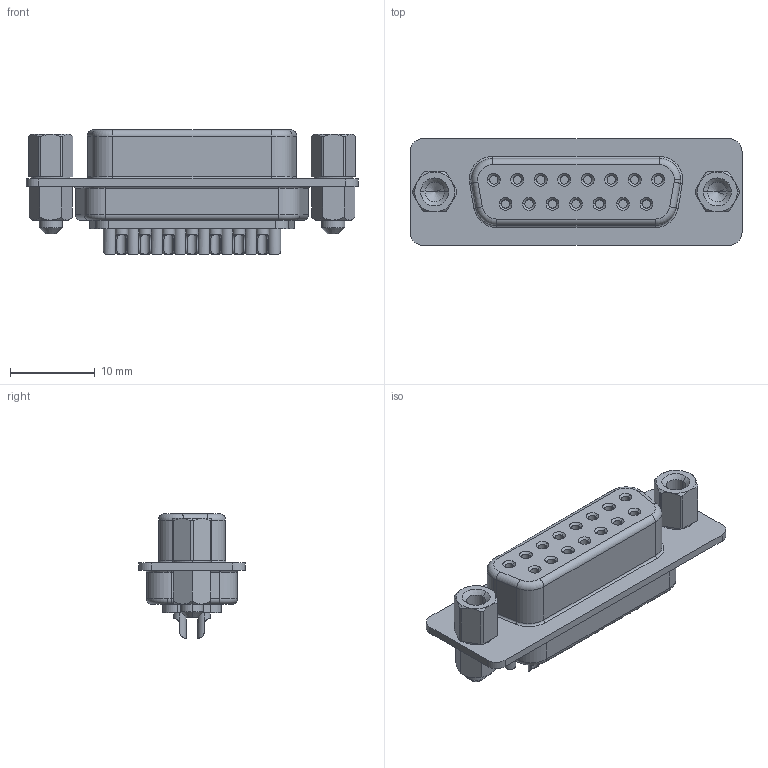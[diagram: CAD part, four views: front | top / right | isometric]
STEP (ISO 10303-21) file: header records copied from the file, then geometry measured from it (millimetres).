
FILE_DESCRIPTION (( 'STEP AP214' ), '1' );
FILE_NAME ('K85X-AA-15S-KJ_rA1.STEP', '2013-03-22T18:59:28', ( 'Daniel' ), ( 'Microsoft' ), 'SwSTEP 2.0', 'SolidWorks 2012', '' );
FILE_SCHEMA (( 'AUTOMOTIVE_DESIGN' ));
Length unit declared in the file: millimetre
Products named in the file (1): K85X-AA-15S-KJ_rA1
Bounding box: 39.14 x 12.55 x 14.7 mm (x, y, z)
Volume: 3045 mm3; surface area: 2594.9 mm2
Topology: 1 solids, 3 shells, 388 faces, 930 edges, 585 vertices
Faces by surface type: cylinder 185, plane 115, cone 64, torus 24
Entity records: 13562 total; most frequent: CARTESIAN_POINT 3424, DIRECTION 1895, ORIENTED_EDGE 1852, EDGE_CURVE 926, AXIS2_PLACEMENT_3D 736, VERTEX_POINT 585, EDGE_LOOP 433, VECTOR 423
